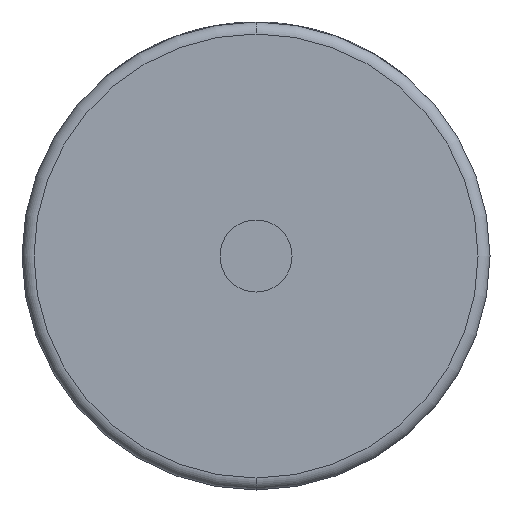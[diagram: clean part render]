
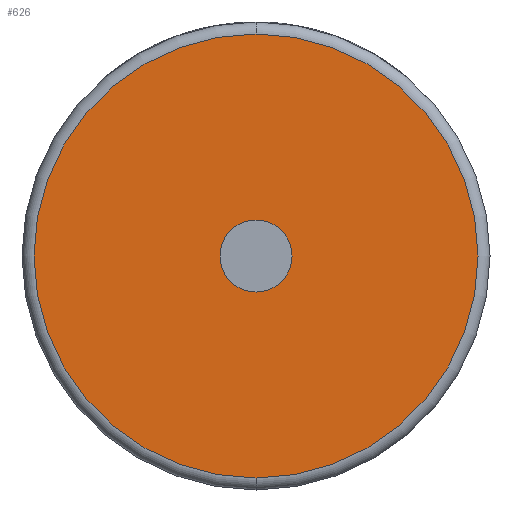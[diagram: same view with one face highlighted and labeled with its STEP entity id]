
A CAD part, front view. The second image highlights one B-rep face of the part: STEP entity #626.
In plain terms, the highlighted planar face has unit normal (0, -1, 0).
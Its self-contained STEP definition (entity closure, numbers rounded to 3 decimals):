
#32 = DIRECTION ( 'NONE',  ( 0., 1., 0. ) ) ;
#359 = CARTESIAN_POINT ( 'NONE',  ( 0., 0., 0. ) ) ;
#391 = FACE_OUTER_BOUND ( 'NONE', #4266, .T. ) ;
#432 = CIRCLE ( 'NONE', #570, 37. ) ;
#517 = VERTEX_POINT ( 'NONE', #4487 ) ;
#564 = CIRCLE ( 'NONE', #3928, 6. ) ;
#570 = AXIS2_PLACEMENT_3D ( 'NONE', #4297, #719, #1106 ) ;
#613 = DIRECTION ( 'NONE',  ( 0., -1., 0. ) ) ;
#626 = ADVANCED_FACE ( 'NONE', ( #391, #2204 ), #992, .F. ) ;
#719 = DIRECTION ( 'NONE',  ( 0., -1., 0. ) ) ;
#728 = EDGE_CURVE ( 'NONE', #2115, #4323, #432, .T. ) ;
#868 = CARTESIAN_POINT ( 'NONE',  ( 0., 0., 37. ) ) ;
#982 = DIRECTION ( 'NONE',  ( 0., 0., 1. ) ) ;
#990 = EDGE_CURVE ( 'NONE', #4015, #517, #4265, .T. ) ;
#992 = PLANE ( 'NONE',  #4192 ) ;
#1101 = DIRECTION ( 'NONE',  ( 0., 0., 1. ) ) ;
#1106 = DIRECTION ( 'NONE',  ( 0., 0., 1. ) ) ;
#1116 = ORIENTED_EDGE ( 'NONE', *, *, #728, .T. ) ;
#1188 = AXIS2_PLACEMENT_3D ( 'NONE', #2534, #1839, #1101 ) ;
#1389 = CARTESIAN_POINT ( 'NONE',  ( 0., 0., -37. ) ) ;
#1552 = EDGE_LOOP ( 'NONE', ( #3142, #3444 ) ) ;
#1591 = DIRECTION ( 'NONE',  ( 0., -1., 0. ) ) ;
#1839 = DIRECTION ( 'NONE',  ( 0., -1., 0. ) ) ;
#1937 = ORIENTED_EDGE ( 'NONE', *, *, #2489, .T. ) ;
#2115 = VERTEX_POINT ( 'NONE', #1389 ) ;
#2204 = FACE_BOUND ( 'NONE', #1552, .T. ) ;
#2391 = CIRCLE ( 'NONE', #2964, 37. ) ;
#2489 = EDGE_CURVE ( 'NONE', #4323, #2115, #2391, .T. ) ;
#2534 = CARTESIAN_POINT ( 'NONE',  ( 0., 0., 0. ) ) ;
#2964 = AXIS2_PLACEMENT_3D ( 'NONE', #4218, #613, #982 ) ;
#3142 = ORIENTED_EDGE ( 'NONE', *, *, #990, .F. ) ;
#3409 = DIRECTION ( 'NONE',  ( 0., 0., 1. ) ) ;
#3444 = ORIENTED_EDGE ( 'NONE', *, *, #3956, .F. ) ;
#3576 = DIRECTION ( 'NONE',  ( 0., 0., 1. ) ) ;
#3738 = CARTESIAN_POINT ( 'NONE',  ( 0., 0., 0. ) ) ;
#3928 = AXIS2_PLACEMENT_3D ( 'NONE', #3738, #1591, #3409 ) ;
#3956 = EDGE_CURVE ( 'NONE', #517, #4015, #564, .T. ) ;
#4015 = VERTEX_POINT ( 'NONE', #4171 ) ;
#4171 = CARTESIAN_POINT ( 'NONE',  ( 0., 0., 6. ) ) ;
#4192 = AXIS2_PLACEMENT_3D ( 'NONE', #359, #32, #3576 ) ;
#4218 = CARTESIAN_POINT ( 'NONE',  ( 0., 0., 0. ) ) ;
#4265 = CIRCLE ( 'NONE', #1188, 6. ) ;
#4266 = EDGE_LOOP ( 'NONE', ( #1937, #1116 ) ) ;
#4297 = CARTESIAN_POINT ( 'NONE',  ( 0., 0., 0. ) ) ;
#4323 = VERTEX_POINT ( 'NONE', #868 ) ;
#4487 = CARTESIAN_POINT ( 'NONE',  ( 0., 0., -6. ) ) ;
